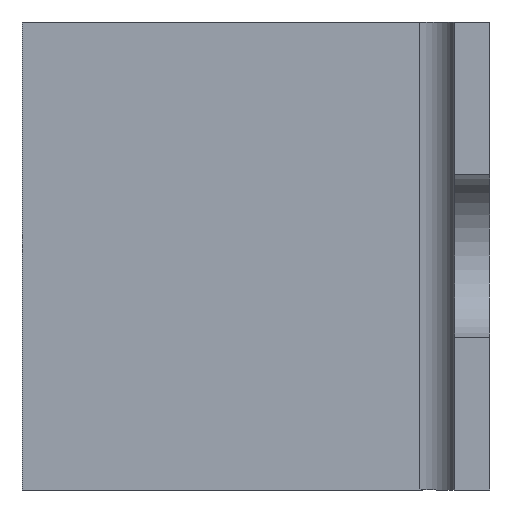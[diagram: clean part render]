
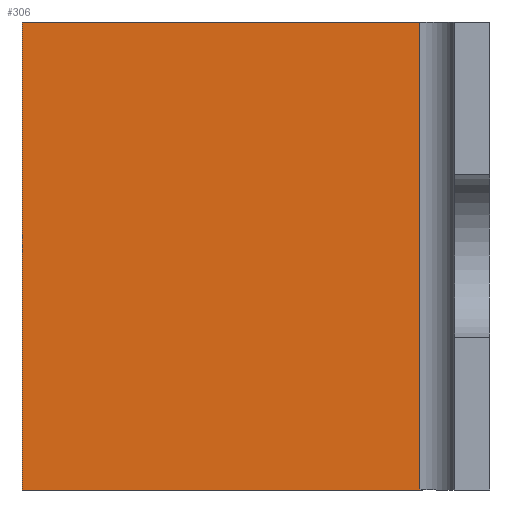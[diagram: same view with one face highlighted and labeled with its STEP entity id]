
A CAD part, front view. The second image highlights one B-rep face of the part: STEP entity #306.
In plain terms, the highlighted planar face has unit normal (0, -1, 0).
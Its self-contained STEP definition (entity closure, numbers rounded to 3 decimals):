
#15=PLANE('',#349);
#31=FACE_OUTER_BOUND('',#49,.T.);
#49=EDGE_LOOP('',(#211,#212,#213,#214));
#74=LINE('',#467,#108);
#77=LINE('',#473,#111);
#78=LINE('',#475,#112);
#79=LINE('',#476,#113);
#108=VECTOR('',#382,10.);
#111=VECTOR('',#387,10.);
#112=VECTOR('',#388,10.);
#113=VECTOR('',#389,10.);
#143=VERTEX_POINT('',#464);
#144=VERTEX_POINT('',#466);
#146=VERTEX_POINT('',#472);
#147=VERTEX_POINT('',#474);
#168=EDGE_CURVE('',#143,#144,#74,.T.);
#171=EDGE_CURVE('',#143,#146,#77,.T.);
#172=EDGE_CURVE('',#146,#147,#78,.T.);
#173=EDGE_CURVE('',#147,#144,#79,.T.);
#211=ORIENTED_EDGE('',*,*,#171,.T.);
#212=ORIENTED_EDGE('',*,*,#172,.T.);
#213=ORIENTED_EDGE('',*,*,#173,.T.);
#214=ORIENTED_EDGE('',*,*,#168,.F.);
#306=ADVANCED_FACE('',(#31),#15,.F.);
#349=AXIS2_PLACEMENT_3D('',#471,#385,#386);
#382=DIRECTION('',(-1.,0.,0.));
#385=DIRECTION('center_axis',(0.,1.,0.));
#386=DIRECTION('ref_axis',(0.,0.,-1.));
#387=DIRECTION('',(0.,0.,1.));
#388=DIRECTION('',(-1.,0.,0.));
#389=DIRECTION('',(0.,0.,-1.));
#464=CARTESIAN_POINT('',(-1.5,33.5,-20.));
#466=CARTESIAN_POINT('',(-18.5,33.5,-20.));
#467=CARTESIAN_POINT('',(1.893,33.5,-20.));
#471=CARTESIAN_POINT('Origin',(-8.304,33.5,-10.));
#472=CARTESIAN_POINT('',(-1.5,33.5,0.));
#473=CARTESIAN_POINT('',(-1.5,33.5,-10.));
#474=CARTESIAN_POINT('',(-18.5,33.5,0.));
#475=CARTESIAN_POINT('',(1.893,33.5,0.));
#476=CARTESIAN_POINT('',(-18.5,33.5,0.));
